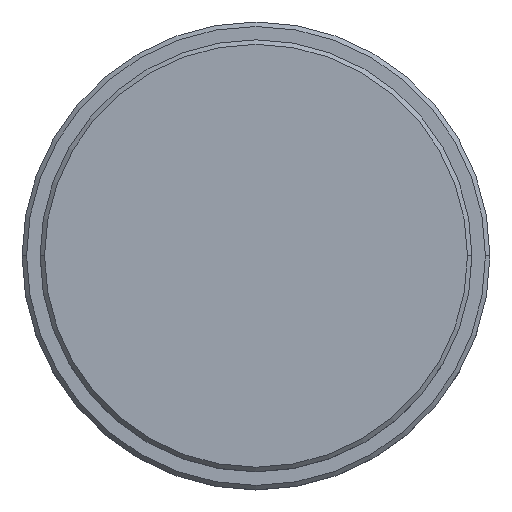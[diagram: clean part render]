
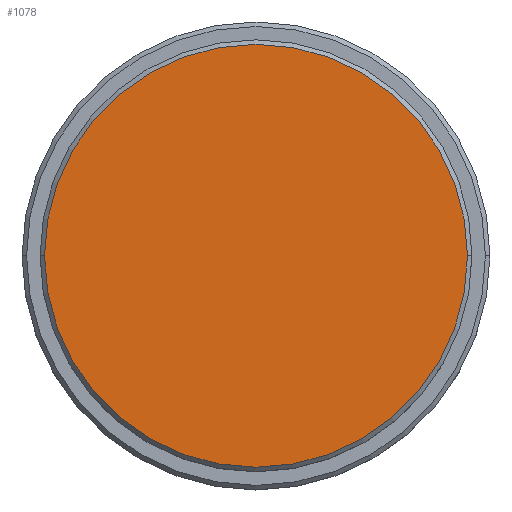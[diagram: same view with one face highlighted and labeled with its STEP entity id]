
A CAD part, top view. The second image highlights one B-rep face of the part: STEP entity #1078.
In plain terms, the highlighted planar face has unit normal (0, 0, 1).
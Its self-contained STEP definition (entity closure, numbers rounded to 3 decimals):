
#93 = AXIS2_PLACEMENT_3D ( 'NONE', #720, #1276, #611 ) ;
#117 = AXIS2_PLACEMENT_3D ( 'NONE', #882, #303, #195 ) ;
#158 = VERTEX_POINT ( 'NONE', #1110 ) ;
#195 = DIRECTION ( 'NONE',  ( 1., 0., 0. ) ) ;
#271 = DIRECTION ( 'NONE',  ( 1., 0., 0. ) ) ;
#303 = DIRECTION ( 'NONE',  ( 0., 0., 1. ) ) ;
#355 = EDGE_LOOP ( 'NONE', ( #693, #552 ) ) ;
#372 = CIRCLE ( 'NONE', #1245, 23.5 ) ;
#379 = DIRECTION ( 'NONE',  ( 0., 0., 1. ) ) ;
#453 = FACE_OUTER_BOUND ( 'NONE', #355, .T. ) ;
#552 = ORIENTED_EDGE ( 'NONE', *, *, #1270, .T. ) ;
#611 = DIRECTION ( 'NONE',  ( 1., 0., 0. ) ) ;
#625 = CARTESIAN_POINT ( 'NONE',  ( 23.5, 0., 0. ) ) ;
#652 = VERTEX_POINT ( 'NONE', #625 ) ;
#693 = ORIENTED_EDGE ( 'NONE', *, *, #1404, .T. ) ;
#720 = CARTESIAN_POINT ( 'NONE',  ( 0., 0., 0. ) ) ;
#738 = PLANE ( 'NONE',  #117 ) ;
#882 = CARTESIAN_POINT ( 'NONE',  ( 0., 0., 0. ) ) ;
#1078 = ADVANCED_FACE ( 'NONE', ( #453 ), #738, .T. ) ;
#1110 = CARTESIAN_POINT ( 'NONE',  ( -23.5, 0., 0. ) ) ;
#1141 = CARTESIAN_POINT ( 'NONE',  ( 0., 0., 0. ) ) ;
#1245 = AXIS2_PLACEMENT_3D ( 'NONE', #1141, #379, #271 ) ;
#1270 = EDGE_CURVE ( 'NONE', #652, #158, #1378, .T. ) ;
#1276 = DIRECTION ( 'NONE',  ( 0., 0., 1. ) ) ;
#1378 = CIRCLE ( 'NONE', #93, 23.5 ) ;
#1404 = EDGE_CURVE ( 'NONE', #158, #652, #372, .T. ) ;
